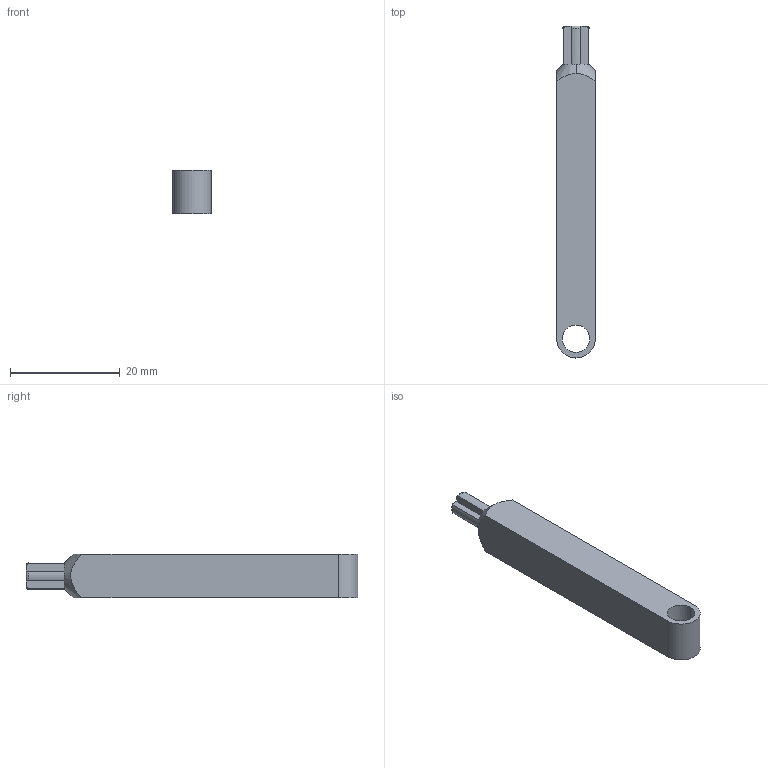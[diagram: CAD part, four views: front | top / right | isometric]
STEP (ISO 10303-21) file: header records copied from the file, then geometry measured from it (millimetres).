
FILE_DESCRIPTION (( 'STEP AP214' ), '1' );
FILE_NAME ('shaft.STEP', '2025-06-20T10:20:22', ( '' ), ( '' ), 'SwSTEP 2.0', 'SolidWorks 2025', '' );
FILE_SCHEMA (( 'AUTOMOTIVE_DESIGN' ));
Length unit declared in the file: millimetre
Products named in the file (1): shaft
Bounding box: 7 x 60.5 x 8 mm (x, y, z)
Volume: 2848.3 mm3; surface area: 1850.4 mm2
Topology: 1 solids, 1 shells, 32 faces, 80 edges, 50 vertices
Faces by surface type: plane 17, cylinder 8, torus 5, cone 2
Entity records: 1064 total; most frequent: CARTESIAN_POINT 277, ORIENTED_EDGE 160, DIRECTION 159, EDGE_CURVE 80, AXIS2_PLACEMENT_3D 60, VERTEX_POINT 50, VECTOR 39, LINE 39
